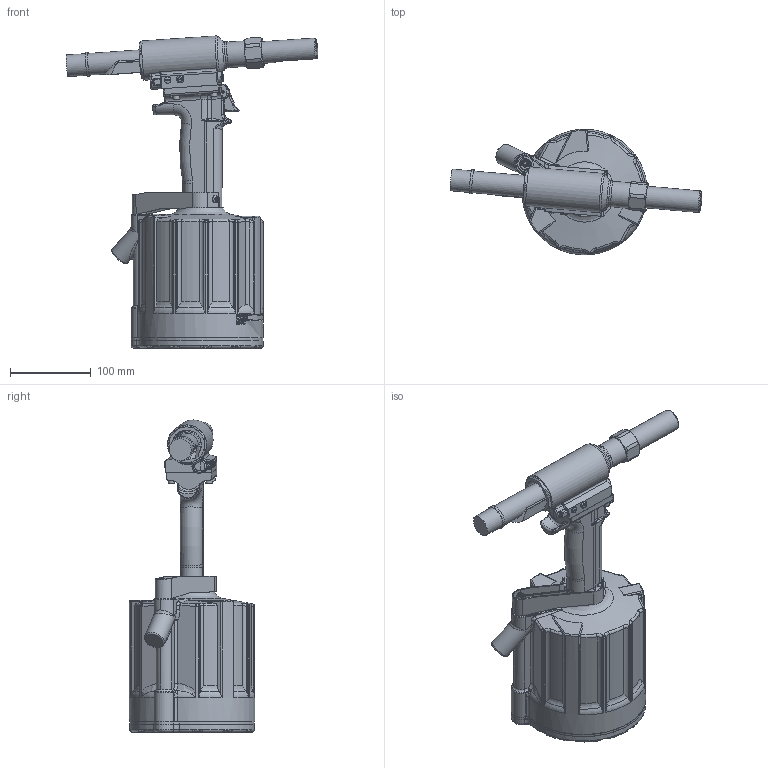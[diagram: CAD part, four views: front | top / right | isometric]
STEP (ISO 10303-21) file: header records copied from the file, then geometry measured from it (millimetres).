
FILE_DESCRIPTION(/* description */ (''),/* implementation_level */ '2;1');
FILE_NAME(/* name */ '256_99-100-245_CLR.stp',/* time_stamp */ '2012-06-26T17:47:56-04:00',/* author */ (''),/* organization */ (''),/* preprocessor_version */ 'ST-DEVELOPER v14',/* originating_system */ 'SIEMENS PLM Software NX 8.0',/* authorisation */ '');
FILE_SCHEMA (('CONFIG_CONTROL_DESIGN'));
Length unit declared in the file: inch
Products named in the file (1): 256_CLR_stp
Bounding box: 311.76 x 155.42 x 386.74 mm (x, y, z)
Volume: 19581.2 mm3; surface area: 346438 mm2
Topology: 2 solids, 3 shells, 1380 faces, 3572 edges, 2156 vertices
Faces by surface type: plane 433, cylinder 427, bspline 252, torus 149, sphere 59, cone 38, extrusion 22
Full cylindrical faces by diameter (mm): 3.226 x1, 3.823 x1, 4.039 x2, 4.762 x1, 4.826 x10, 5.359 x2, 7.925 x5, 9.08 x2, 9.169 x2, 11.303 x1, 12.7 x9, 14.275 x1, 16.573 x1, 19.069 x1, 19.469 x1, 25.781 x1, 26.924 x3, 26.962 x2, 27 x1, 27.165 x1, 27.368 x1, 29.718 x1, 29.845 x2, 30.353 x1, 31.686 x1, 32.385 x1, 33.376 x1, 33.477 x1, 34.861 x1, 36.576 x1
Entity records: 47903 total; most frequent: CARTESIAN_POINT 17222, ORIENTED_EDGE 6624, DIRECTION 6058, EDGE_CURVE 3312, AXIS2_PLACEMENT_3D 2482, VERTEX_POINT 2085, EDGE_LOOP 1572, ADVANCED_FACE 1379
